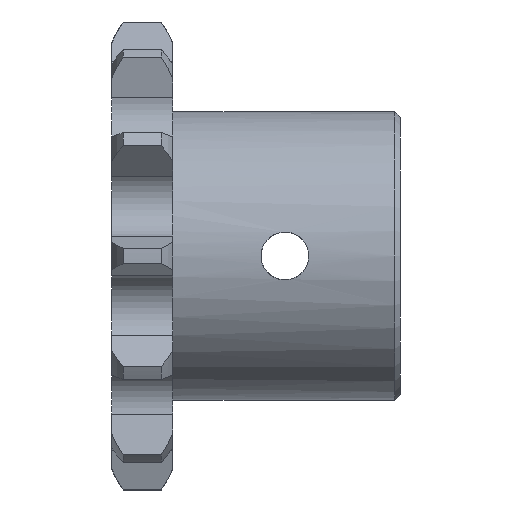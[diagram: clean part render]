
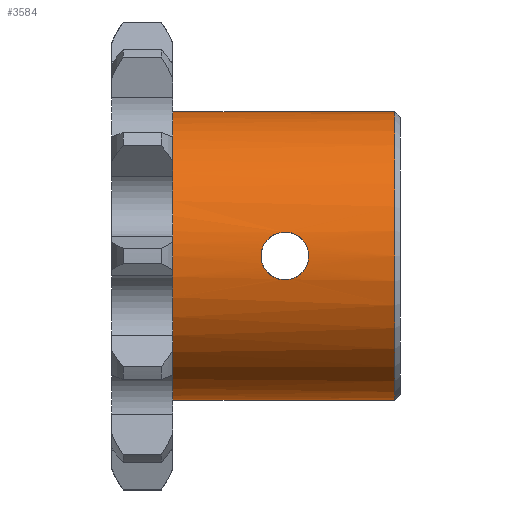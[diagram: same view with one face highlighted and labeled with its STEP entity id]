
A CAD part, front view. The second image highlights one B-rep face of the part: STEP entity #3584.
In plain terms, the highlighted cylindrical face has radius 12.5 mm (diameter 25 mm), a partial arc.
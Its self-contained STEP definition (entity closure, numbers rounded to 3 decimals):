
#162=CARTESIAN_POINT('Line Origine',(25.,0.,-12.5)) ;
#166=CARTESIAN_POINT('Vertex',(5.3,0.,-12.5)) ;
#168=CARTESIAN_POINT('Vertex',(24.5,0.,-12.5)) ;
#185=CARTESIAN_POINT('Vertex',(5.3,0.,12.5)) ;
#188=CARTESIAN_POINT('Line Origine',(25.,0.,12.5)) ;
#192=CARTESIAN_POINT('Vertex',(24.5,0.,12.5)) ;
#734=CARTESIAN_POINT('Control Point',(5.3,-12.5,0.)) ;
#735=CARTESIAN_POINT('Control Point',(5.3,-12.5,-1.212)) ;
#736=CARTESIAN_POINT('Control Point',(5.3,-12.353,-2.425)) ;
#737=CARTESIAN_POINT('Control Point',(5.3,-12.059,-3.614)) ;
#738=CARTESIAN_POINT('Control Point',(5.3,-11.189,-5.896)) ;
#739=CARTESIAN_POINT('Control Point',(5.3,-9.798,-7.904)) ;
#740=CARTESIAN_POINT('Control Point',(5.3,-8.984,-8.819)) ;
#741=CARTESIAN_POINT('Control Point',(5.3,-7.15,-10.432)) ;
#742=CARTESIAN_POINT('Control Point',(5.3,-4.984,-11.56)) ;
#743=CARTESIAN_POINT('Control Point',(5.3,-3.837,-11.99)) ;
#744=CARTESIAN_POINT('Control Point',(5.3,-2.366,-12.344)) ;
#745=CARTESIAN_POINT('Control Point',(5.3,-0.869,-12.475)) ;
#746=CARTESIAN_POINT('Control Point',(5.3,-0.579,-12.492)) ;
#747=CARTESIAN_POINT('Control Point',(5.3,-0.29,-12.5)) ;
#748=CARTESIAN_POINT('Control Point',(5.3,0.,-12.5)) ;
#749=CARTESIAN_POINT('Vertex',(5.3,-12.5,0.)) ;
#753=CARTESIAN_POINT('Control Point',(5.3,0.,12.5)) ;
#754=CARTESIAN_POINT('Control Point',(5.3,-0.923,12.5)) ;
#755=CARTESIAN_POINT('Control Point',(5.3,-1.846,12.415)) ;
#756=CARTESIAN_POINT('Control Point',(5.3,-2.758,12.245)) ;
#757=CARTESIAN_POINT('Control Point',(5.3,-4.82,11.658)) ;
#758=CARTESIAN_POINT('Control Point',(5.3,-6.718,10.646)) ;
#759=CARTESIAN_POINT('Control Point',(5.3,-7.721,9.943)) ;
#760=CARTESIAN_POINT('Control Point',(5.3,-9.535,8.308)) ;
#761=CARTESIAN_POINT('Control Point',(5.3,-10.907,6.287)) ;
#762=CARTESIAN_POINT('Control Point',(5.3,-11.466,5.197)) ;
#763=CARTESIAN_POINT('Control Point',(5.3,-12.089,3.503)) ;
#764=CARTESIAN_POINT('Control Point',(5.3,-12.399,1.736)) ;
#765=CARTESIAN_POINT('Control Point',(5.3,-12.466,1.159)) ;
#766=CARTESIAN_POINT('Control Point',(5.3,-12.5,0.579)) ;
#767=CARTESIAN_POINT('Control Point',(5.3,-12.5,0.)) ;
#2856=CARTESIAN_POINT('Axis2P3D Location',(24.5,0.,0.)) ;
#2860=CARTESIAN_POINT('Vertex',(24.5,-12.5,0.)) ;
#2863=CARTESIAN_POINT('Axis2P3D Location',(24.5,0.,0.)) ;
#2910=CARTESIAN_POINT('Vertex',(13.186,-12.461,0.991)) ;
#2917=CARTESIAN_POINT('Vertex',(16.814,-12.461,0.991)) ;
#2921=CARTESIAN_POINT('Control Point',(16.814,-12.461,0.991)) ;
#2922=CARTESIAN_POINT('Control Point',(16.56,-12.424,1.455)) ;
#2923=CARTESIAN_POINT('Control Point',(16.159,-12.372,1.837)) ;
#2924=CARTESIAN_POINT('Control Point',(15.643,-12.325,2.076)) ;
#2925=CARTESIAN_POINT('Control Point',(14.716,-12.312,2.17)) ;
#2926=CARTESIAN_POINT('Control Point',(13.889,-12.371,1.798)) ;
#2927=CARTESIAN_POINT('Control Point',(13.595,-12.404,1.579)) ;
#2928=CARTESIAN_POINT('Control Point',(13.357,-12.436,1.304)) ;
#2929=CARTESIAN_POINT('Control Point',(13.186,-12.461,0.991)) ;
#3543=CARTESIAN_POINT('Axis2P3D Location',(25.,0.,0.)) ;
#3557=CARTESIAN_POINT('Control Point',(13.186,-12.461,0.991)) ;
#3558=CARTESIAN_POINT('Control Point',(12.939,-12.497,0.538)) ;
#3559=CARTESIAN_POINT('Control Point',(12.841,-12.518,0.)) ;
#3560=CARTESIAN_POINT('Control Point',(12.939,-12.497,-0.538)) ;
#3561=CARTESIAN_POINT('Control Point',(13.186,-12.461,-0.991)) ;
#3562=CARTESIAN_POINT('Vertex',(13.186,-12.461,-0.991)) ;
#3566=CARTESIAN_POINT('Control Point',(13.186,-12.461,-0.991)) ;
#3567=CARTESIAN_POINT('Control Point',(13.44,-12.424,-1.455)) ;
#3568=CARTESIAN_POINT('Control Point',(13.841,-12.372,-1.837)) ;
#3569=CARTESIAN_POINT('Control Point',(14.357,-12.325,-2.076)) ;
#3570=CARTESIAN_POINT('Control Point',(15.189,-12.313,-2.16)) ;
#3571=CARTESIAN_POINT('Control Point',(15.94,-12.36,-1.87)) ;
#3572=CARTESIAN_POINT('Control Point',(16.173,-12.381,-1.733)) ;
#3573=CARTESIAN_POINT('Control Point',(16.772,-12.447,-1.237)) ;
#3574=CARTESIAN_POINT('Control Point',(17.103,-12.505,-0.505)) ;
#3575=CARTESIAN_POINT('Control Point',(17.163,-12.517,0.032)) ;
#3576=CARTESIAN_POINT('Control Point',(17.055,-12.496,0.549)) ;
#3577=CARTESIAN_POINT('Control Point',(16.814,-12.461,0.991)) ;
#163=DIRECTION('Vector Direction',(-1.,0.,0.)) ;
#189=DIRECTION('Vector Direction',(-1.,0.,0.)) ;
#2857=DIRECTION('Axis2P3D Direction',(-1.,0.,0.)) ;
#2864=DIRECTION('Axis2P3D Direction',(-1.,0.,0.)) ;
#3544=DIRECTION('Axis2P3D Direction',(-1.,-0.,-0.)) ;
#3545=DIRECTION('Axis2P3D XDirection',(0.,0.,-1.)) ;
#2858=AXIS2_PLACEMENT_3D('Circle Axis2P3D',#2856,#2857,$) ;
#2865=AXIS2_PLACEMENT_3D('Circle Axis2P3D',#2863,#2864,$) ;
#3546=AXIS2_PLACEMENT_3D('Cylinder Axis2P3D',#3543,#3544,#3545) ;
#3549=ORIENTED_EDGE('',*,*,#194,.T.) ;
#3550=ORIENTED_EDGE('',*,*,#768,.T.) ;
#3551=ORIENTED_EDGE('',*,*,#751,.T.) ;
#3552=ORIENTED_EDGE('',*,*,#170,.T.) ;
#3553=ORIENTED_EDGE('',*,*,#2867,.F.) ;
#3554=ORIENTED_EDGE('',*,*,#2862,.F.) ;
#3580=ORIENTED_EDGE('',*,*,#3564,.F.) ;
#3581=ORIENTED_EDGE('',*,*,#2930,.F.) ;
#3582=ORIENTED_EDGE('',*,*,#3578,.F.) ;
#3583=FACE_BOUND('',#3579,.T.) ;
#164=VECTOR('Line Direction',#163,1.) ;
#190=VECTOR('Line Direction',#189,1.) ;
#3584=ADVANCED_FACE('_22252-10380732012',(#3555,#3583),#3547,.T.) ;
#733=B_SPLINE_CURVE_WITH_KNOTS('',5,(#734,#735,#736,#737,#738,#739,#740,#741,#742,#743,#744,#745,#746,#747,#748),.UNSPECIFIED.,.F.,.U.,(6,3,3,3,6),(0.,8.573,17.146,25.719,27.768),.UNSPECIFIED.) ;
#752=B_SPLINE_CURVE_WITH_KNOTS('',5,(#753,#754,#755,#756,#757,#758,#759,#760,#761,#762,#763,#764,#765,#766,#767),.UNSPECIFIED.,.F.,.U.,(6,3,3,3,6),(27.768,34.293,42.866,51.439,55.536),.UNSPECIFIED.) ;
#2920=B_SPLINE_CURVE_WITH_KNOTS('',5,(#2921,#2922,#2923,#2924,#2925,#2926,#2927,#2928,#2929),.UNSPECIFIED.,.F.,.U.,(6,3,6),(0.,3.748,6.273),.UNSPECIFIED.) ;
#3556=B_SPLINE_CURVE_WITH_KNOTS('',4,(#3557,#3558,#3559,#3560,#3561),.UNSPECIFIED.,.F.,.U.,(5,5),(6.273,9.199),.UNSPECIFIED.) ;
#3565=B_SPLINE_CURVE_WITH_KNOTS('',5,(#3566,#3567,#3568,#3569,#3570,#3571,#3572,#3573,#3574,#3575,#3576,#3577),.UNSPECIFIED.,.F.,.U.,(6,3,3,6),(0.,3.748,5.629,9.199),.UNSPECIFIED.) ;
#2859=CIRCLE('generated circle',#2858,12.5) ;
#2866=CIRCLE('generated circle',#2865,12.5) ;
#3547=CYLINDRICAL_SURFACE('generated cylinder',#3546,12.5) ;
#170=EDGE_CURVE('',#167,#169,#165,.F.) ;
#194=EDGE_CURVE('',#193,#186,#191,.T.) ;
#751=EDGE_CURVE('',#750,#167,#733,.T.) ;
#768=EDGE_CURVE('',#186,#750,#752,.T.) ;
#2862=EDGE_CURVE('',#193,#2861,#2859,.F.) ;
#2867=EDGE_CURVE('',#2861,#169,#2866,.F.) ;
#2930=EDGE_CURVE('',#2918,#2911,#2920,.T.) ;
#3564=EDGE_CURVE('',#2911,#3563,#3556,.T.) ;
#3578=EDGE_CURVE('',#3563,#2918,#3565,.T.) ;
#3548=EDGE_LOOP('',(#3549,#3550,#3551,#3552,#3553,#3554)) ;
#3579=EDGE_LOOP('',(#3580,#3581,#3582)) ;
#3555=FACE_OUTER_BOUND('',#3548,.T.) ;
#165=LINE('Line',#162,#164) ;
#191=LINE('Line',#188,#190) ;
#167=VERTEX_POINT('',#166) ;
#169=VERTEX_POINT('',#168) ;
#186=VERTEX_POINT('',#185) ;
#193=VERTEX_POINT('',#192) ;
#750=VERTEX_POINT('',#749) ;
#2861=VERTEX_POINT('',#2860) ;
#2911=VERTEX_POINT('',#2910) ;
#2918=VERTEX_POINT('',#2917) ;
#3563=VERTEX_POINT('',#3562) ;
